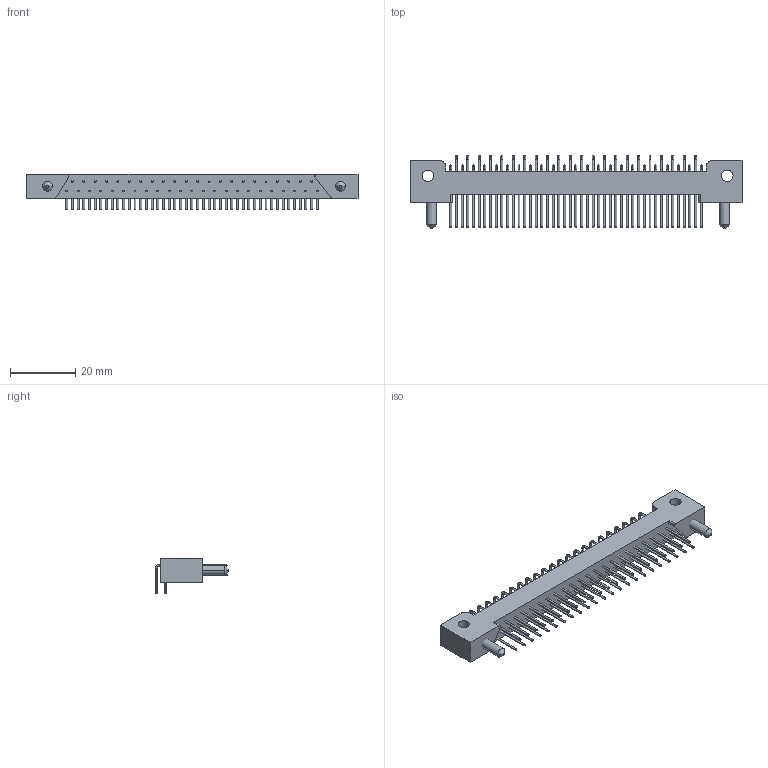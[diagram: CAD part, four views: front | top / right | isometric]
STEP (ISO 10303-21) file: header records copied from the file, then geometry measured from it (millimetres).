
FILE_DESCRIPTION(('STEP AP214'),'1');
FILE_NAME('.stp','2018-01-24T13:00:13',(' '),(' '),'Spatial InterOp 3D',' ',' ');
FILE_SCHEMA(('AUTOMOTIVE_DESIGN { 1 0 10303 214 1 1 1 1 }'));
Length unit declared in the file: metre
Products named in the file (6): ГРПМ1У-45ШГ; Конструкция1; Массив; Компонент1; Массив2; Компонент2
Assembly tree (48 placements, depth 3):
  ГРПМ1У-45ШГ
    Конструкция1
    Массив
      Компонент1  x23
    Массив2
      Компонент2  x22
Bounding box: 102 x 22.6 x 11.02 mm (x, y, z)
Volume: 6538.6 mm3; surface area: 6192.6 mm2
Topology: 46 solids, 48 shells, 445 faces, 1094 edges, 653 vertices
Faces by surface type: cylinder 200, torus 90, sphere 90, plane 61, cone 4
Entity records: 2752 total; most frequent: DIRECTION 438, CARTESIAN_POINT 347, ORIENTED_EDGE 284, AXIS2_PLACEMENT_3D 185, EDGE_CURVE 144, VERTEX_POINT 94, CIRCLE 76, LINE 68
